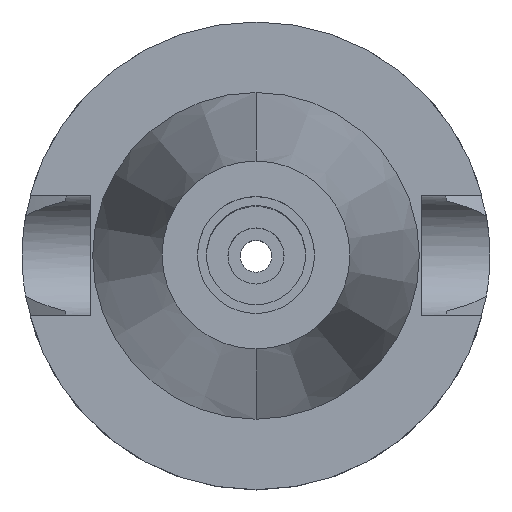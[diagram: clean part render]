
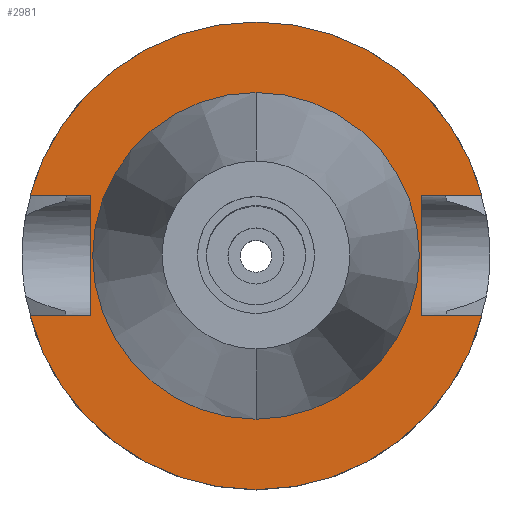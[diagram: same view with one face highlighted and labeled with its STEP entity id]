
A CAD part, top view. The second image highlights one B-rep face of the part: STEP entity #2981.
In plain terms, the highlighted planar face has unit normal (0, 0, 1).
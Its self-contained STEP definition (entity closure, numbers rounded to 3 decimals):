
#1082=DIRECTION('',(1.,0.,0.));
#1083=VECTOR('',#1082,12.921);
#1084=CARTESIAN_POINT('',(35.4,12.85,-1.5));
#1085=LINE('',#1084,#1083);
#1129=DIRECTION('',(0.,1.,0.));
#1130=VECTOR('',#1129,25.7);
#1131=CARTESIAN_POINT('',(-35.4,-12.85,-1.5));
#1132=LINE('',#1131,#1130);
#1136=DIRECTION('',(-1.,0.,0.));
#1137=VECTOR('',#1136,12.921);
#1138=CARTESIAN_POINT('',(-35.4,12.85,-1.5));
#1139=LINE('',#1138,#1137);
#1143=CARTESIAN_POINT('',(0.,0.,-1.5));
#1144=DIRECTION('',(0.,0.,-1.));
#1145=DIRECTION('',(-0.966,0.257,0.));
#1146=AXIS2_PLACEMENT_3D('',#1143,#1144,#1145);
#1151=CARTESIAN_POINT('',(0.,0.,-1.5));
#1152=DIRECTION('',(0.,0.,-1.));
#1153=DIRECTION('',(0.,1.,0.));
#1154=AXIS2_PLACEMENT_3D('',#1151,#1152,#1153);
#1159=DIRECTION('',(0.,-1.,0.));
#1160=VECTOR('',#1159,25.7);
#1161=CARTESIAN_POINT('',(35.4,12.85,-1.5));
#1162=LINE('',#1161,#1160);
#1166=DIRECTION('',(1.,0.,0.));
#1167=VECTOR('',#1166,12.921);
#1168=CARTESIAN_POINT('',(35.4,-12.85,-1.5));
#1169=LINE('',#1168,#1167);
#1173=CARTESIAN_POINT('',(0.,0.,-1.5));
#1174=DIRECTION('',(0.,0.,-1.));
#1175=DIRECTION('',(0.966,-0.257,0.));
#1176=AXIS2_PLACEMENT_3D('',#1173,#1174,#1175);
#1181=CARTESIAN_POINT('',(0.,0.,-1.5));
#1182=DIRECTION('',(0.,0.,-1.));
#1183=DIRECTION('',(0.,-1.,0.));
#1184=AXIS2_PLACEMENT_3D('',#1181,#1182,#1183);
#1189=CARTESIAN_POINT('',(0.,0.,-1.5));
#1190=DIRECTION('',(0.,0.,1.));
#1191=DIRECTION('',(0.,-1.,0.));
#1192=AXIS2_PLACEMENT_3D('',#1189,#1190,#1191);
#1197=CARTESIAN_POINT('',(0.,0.,-1.5));
#1198=DIRECTION('',(0.,0.,1.));
#1199=DIRECTION('',(0.,1.,0.));
#1200=AXIS2_PLACEMENT_3D('',#1197,#1198,#1199);
#1235=DIRECTION('',(-1.,0.,0.));
#1236=VECTOR('',#1235,12.921);
#1237=CARTESIAN_POINT('',(-35.4,-12.85,-1.5));
#1238=LINE('',#1237,#1236);
#1998=CARTESIAN_POINT('',(-35.4,-12.85,-1.5));
#1999=VERTEX_POINT('',#1998);
#2000=CARTESIAN_POINT('',(-48.321,-12.85,-1.5));
#2001=VERTEX_POINT('',#2000);
#2004=CARTESIAN_POINT('',(-35.4,12.85,-1.5));
#2005=VERTEX_POINT('',#2004);
#2006=CARTESIAN_POINT('',(-48.321,12.85,-1.5));
#2007=VERTEX_POINT('',#2006);
#2008=CARTESIAN_POINT('',(0.,50.,-1.5));
#2009=CARTESIAN_POINT('',(48.321,12.85,-1.5));
#2010=VERTEX_POINT('',#2008);
#2011=VERTEX_POINT('',#2009);
#2012=CARTESIAN_POINT('',(35.4,12.85,-1.5));
#2013=VERTEX_POINT('',#2012);
#2014=CARTESIAN_POINT('',(35.4,-12.85,-1.5));
#2015=VERTEX_POINT('',#2014);
#2016=CARTESIAN_POINT('',(48.321,-12.85,-1.5));
#2017=VERTEX_POINT('',#2016);
#2018=CARTESIAN_POINT('',(0.,-50.,-1.5));
#2019=VERTEX_POINT('',#2018);
#2020=CARTESIAN_POINT('',(0.,-34.925,-1.5));
#2021=CARTESIAN_POINT('',(0.,34.925,-1.5));
#2022=VERTEX_POINT('',#2020);
#2023=VERTEX_POINT('',#2021);
#2950=CARTESIAN_POINT('',(0.,0.,-1.5));
#2951=DIRECTION('',(0.,0.,-1.));
#2952=DIRECTION('',(0.,-1.,0.));
#2953=AXIS2_PLACEMENT_3D('',#2950,#2951,#2952);
#2954=PLANE('',#2953);
#2956=ORIENTED_EDGE('',*,*,#2955,.T.);
#2958=ORIENTED_EDGE('',*,*,#2957,.T.);
#2960=ORIENTED_EDGE('',*,*,#2959,.T.);
#2962=ORIENTED_EDGE('',*,*,#2961,.T.);
#2963=ORIENTED_EDGE('',*,*,#2926,.F.);
#2964=ORIENTED_EDGE('',*,*,#2940,.T.);
#2966=ORIENTED_EDGE('',*,*,#2965,.T.);
#2968=ORIENTED_EDGE('',*,*,#2967,.T.);
#2970=ORIENTED_EDGE('',*,*,#2969,.T.);
#2972=ORIENTED_EDGE('',*,*,#2971,.F.);
#2973=EDGE_LOOP('',(#2956,#2958,#2960,#2962,#2963,#2964,#2966,#2968,#2970,
#2972));
#2974=FACE_OUTER_BOUND('',#2973,.F.);
#2976=ORIENTED_EDGE('',*,*,#2975,.T.);
#2978=ORIENTED_EDGE('',*,*,#2977,.T.);
#2979=EDGE_LOOP('',(#2976,#2978));
#2980=FACE_BOUND('',#2979,.F.);
#1147=CIRCLE('',#1146,50.);
#1155=CIRCLE('',#1154,50.);
#1177=CIRCLE('',#1176,50.);
#1185=CIRCLE('',#1184,50.);
#1193=CIRCLE('',#1192,34.925);
#1201=CIRCLE('',#1200,34.925);
#2926=EDGE_CURVE('',#2013,#2011,#1085,.T.);
#2940=EDGE_CURVE('',#2013,#2015,#1162,.T.);
#2955=EDGE_CURVE('',#1999,#2005,#1132,.T.);
#2957=EDGE_CURVE('',#2005,#2007,#1139,.T.);
#2959=EDGE_CURVE('',#2007,#2010,#1147,.T.);
#2961=EDGE_CURVE('',#2010,#2011,#1155,.T.);
#2965=EDGE_CURVE('',#2015,#2017,#1169,.T.);
#2967=EDGE_CURVE('',#2017,#2019,#1177,.T.);
#2969=EDGE_CURVE('',#2019,#2001,#1185,.T.);
#2971=EDGE_CURVE('',#1999,#2001,#1238,.T.);
#2975=EDGE_CURVE('',#2022,#2023,#1193,.T.);
#2977=EDGE_CURVE('',#2023,#2022,#1201,.T.);
#2981=ADVANCED_FACE('',(#2974,#2980),#2954,.F.);
